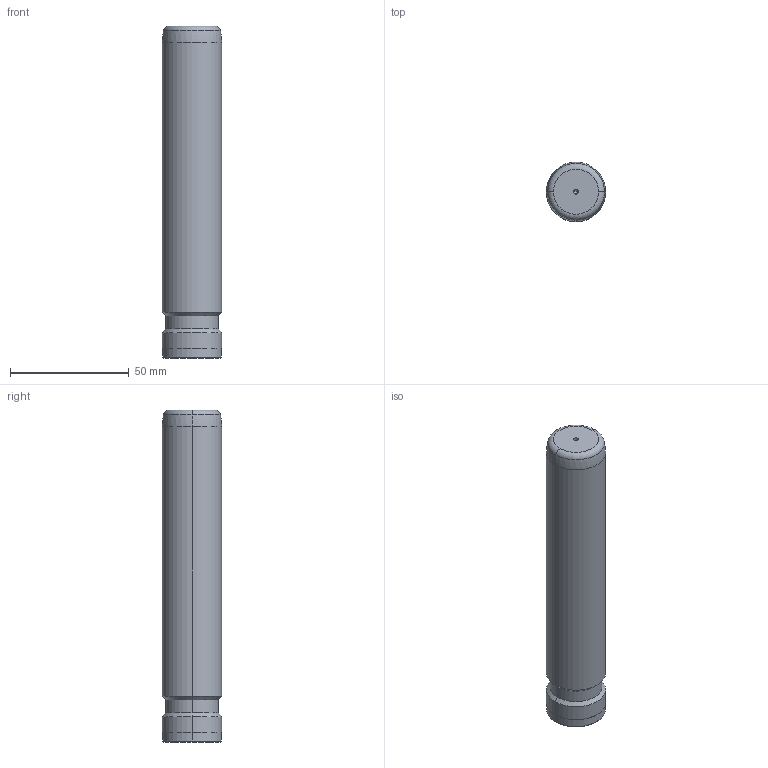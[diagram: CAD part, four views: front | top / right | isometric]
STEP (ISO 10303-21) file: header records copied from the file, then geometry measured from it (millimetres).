
FILE_DESCRIPTION (( 'STEP AP214' ), '1' );
FILE_NAME ('MGP-D25-L140.step', '2024-12-24T08:18:48', ( '' ), ( '' ), 'SwSTEP 2.0', 'SolidWorks 2016', '' );
FILE_SCHEMA (( 'AUTOMOTIVE_DESIGN' ));
Length unit declared in the file: millimetre
Products named in the file (1): MGP-D25-L140
Bounding box: 25 x 25 x 140 mm (x, y, z)
Volume: 67651.2 mm3; surface area: 11871.1 mm2
Topology: 1 solids, 1 shells, 25 faces, 50 edges, 27 vertices
Faces by surface type: cylinder 10, cone 8, torus 4, plane 3
Entity records: 666 total; most frequent: DIRECTION 130, CARTESIAN_POINT 101, ORIENTED_EDGE 96, AXIS2_PLACEMENT_3D 56, EDGE_CURVE 48, CIRCLE 30, EDGE_LOOP 27, VERTEX_POINT 27
